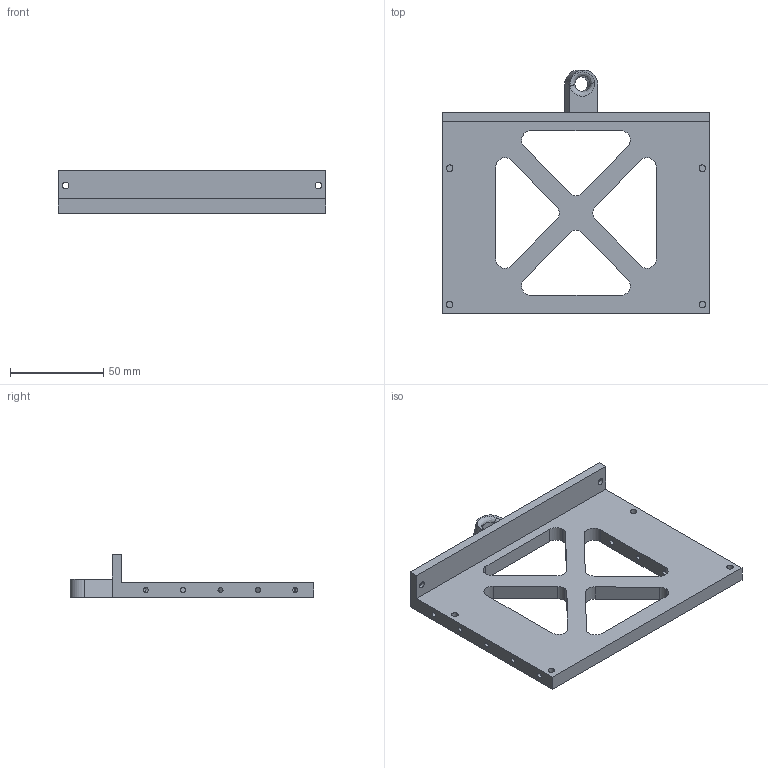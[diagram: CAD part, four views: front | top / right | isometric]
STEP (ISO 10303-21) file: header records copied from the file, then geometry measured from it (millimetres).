
FILE_DESCRIPTION (( 'STEP AP203' ), '1' );
FILE_NAME ('top cross brace (with Filament Guide).STEP', '2019-01-01T18:03:03', ( '' ), ( '' ), 'SwSTEP 2.0', 'SolidWorks 2018', '' );
FILE_SCHEMA (( 'CONFIG_CONTROL_DESIGN' ));
Length unit declared in the file: millimetre
Products named in the file (1): top cross brace (with Filament Guide)
Bounding box: 143.23 x 130.5 x 23 mm (x, y, z)
Volume: 94136.6 mm3; surface area: 38197.3 mm2
Topology: 1 solids, 1 shells, 107 faces, 283 edges, 182 vertices
Faces by surface type: cylinder 59, plane 33, cone 8, bspline 7
Entity records: 4257 total; most frequent: CARTESIAN_POINT 1449, DIRECTION 587, ORIENTED_EDGE 550, EDGE_CURVE 275, AXIS2_PLACEMENT_3D 226, VERTEX_POINT 182, EDGE_LOOP 145, VECTOR 135
